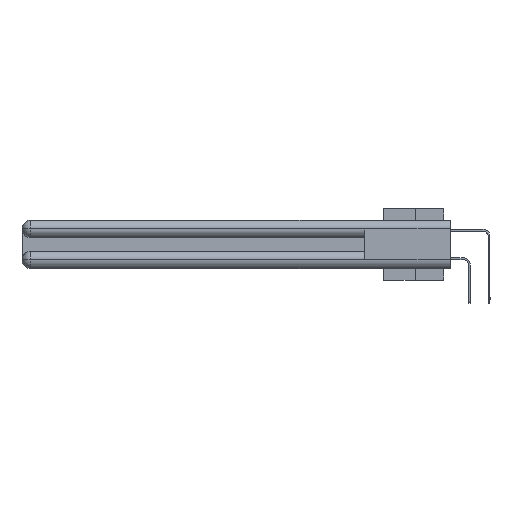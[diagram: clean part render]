
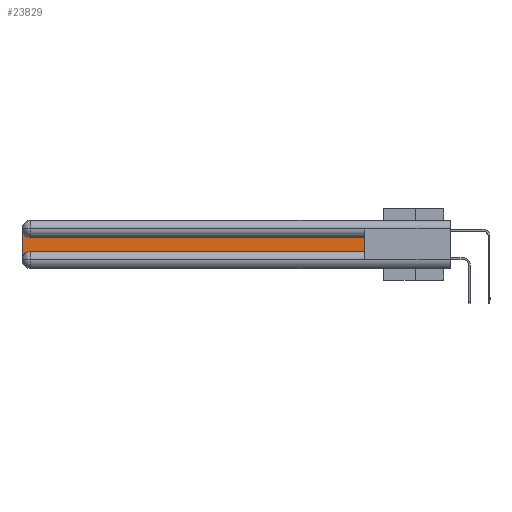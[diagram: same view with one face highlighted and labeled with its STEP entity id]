
A CAD part, left-side view. The second image highlights one B-rep face of the part: STEP entity #23829.
In plain terms, the highlighted planar face has unit normal (-1, 0, 0).
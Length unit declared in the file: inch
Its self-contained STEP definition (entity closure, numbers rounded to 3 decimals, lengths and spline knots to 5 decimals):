
#353 = VERTEX_POINT ( 'NONE', #21555 ) ;
#2158 = EDGE_CURVE ( 'NONE', #22837, #18494, #25176, .T. ) ;
#3435 = CIRCLE ( 'NONE', #7907, 0.06 ) ;
#3680 = DIRECTION ( 'NONE',  ( 0., -1., 0. ) ) ;
#4048 = AXIS2_PLACEMENT_3D ( 'NONE', #18362, #5230, #17850 ) ;
#5230 = DIRECTION ( 'NONE',  ( 1., 0., 0. ) ) ;
#5914 = CARTESIAN_POINT ( 'NONE',  ( 0.075, 0.6, -0.1225 ) ) ;
#6465 = EDGE_CURVE ( 'NONE', #18494, #28850, #32472, .T. ) ;
#7285 = ORIENTED_EDGE ( 'NONE', *, *, #12789, .T. ) ;
#7360 = PLANE ( 'NONE',  #4048 ) ;
#7611 = EDGE_CURVE ( 'NONE', #353, #7836, #27742, .T. ) ;
#7680 = VECTOR ( 'NONE', #32830, 39.37008 ) ;
#7836 = VERTEX_POINT ( 'NONE', #14820 ) ;
#7907 = AXIS2_PLACEMENT_3D ( 'NONE', #17497, #30798, #30147 ) ;
#9364 = ORIENTED_EDGE ( 'NONE', *, *, #6465, .T. ) ;
#9530 = ORIENTED_EDGE ( 'NONE', *, *, #15434, .T. ) ;
#9815 = EDGE_CURVE ( 'NONE', #26607, #353, #19062, .T. ) ;
#11718 = DIRECTION ( 'NONE',  ( 0., 0., 1. ) ) ;
#12789 = EDGE_CURVE ( 'NONE', #7836, #22837, #29736, .T. ) ;
#12877 = ORIENTED_EDGE ( 'NONE', *, *, #2158, .T. ) ;
#14800 = CARTESIAN_POINT ( 'NONE',  ( 0.075, 0.6, -0.2175 ) ) ;
#14820 = CARTESIAN_POINT ( 'NONE',  ( 0.075, 2.94, -0.2175 ) ) ;
#15434 = EDGE_CURVE ( 'NONE', #28850, #26607, #3435, .T. ) ;
#15476 = ORIENTED_EDGE ( 'NONE', *, *, #9815, .T. ) ;
#15608 = VECTOR ( 'NONE', #3680, 39.37008 ) ;
#16270 = DIRECTION ( 'NONE',  ( 0., 0., -1. ) ) ;
#16442 = CARTESIAN_POINT ( 'NONE',  ( 0.075, 3., -0.2175 ) ) ;
#16637 = EDGE_LOOP ( 'NONE', ( #9364, #9530, #15476, #32794, #7285, #12877 ) ) ;
#17497 = CARTESIAN_POINT ( 'NONE',  ( 0.075, 2.94, -0.0625 ) ) ;
#17850 = DIRECTION ( 'NONE',  ( 0., 0., -1. ) ) ;
#18362 = CARTESIAN_POINT ( 'NONE',  ( 0.075, 3., -0.1225 ) ) ;
#18494 = VERTEX_POINT ( 'NONE', #31066 ) ;
#18928 = VECTOR ( 'NONE', #16270, 39.37008 ) ;
#18984 = CARTESIAN_POINT ( 'NONE',  ( 0.075, 3., -0.0625 ) ) ;
#19062 = LINE ( 'NONE', #16442, #18928 ) ;
#20290 = DIRECTION ( 'NONE',  ( 0., 0., -1. ) ) ;
#21066 = VECTOR ( 'NONE', #11718, 39.37008 ) ;
#21543 = CARTESIAN_POINT ( 'NONE',  ( 0.075, 0.6, -0.2175 ) ) ;
#21555 = CARTESIAN_POINT ( 'NONE',  ( 0.075, 3., -0.2775 ) ) ;
#22837 = VERTEX_POINT ( 'NONE', #14800 ) ;
#22930 = CARTESIAN_POINT ( 'NONE',  ( 0.075, 2.94, -0.2775 ) ) ;
#23829 = ADVANCED_FACE ( 'NONE', ( #31139 ), #7360, .F. ) ;
#25176 = LINE ( 'NONE', #27789, #21066 ) ;
#26607 = VERTEX_POINT ( 'NONE', #18984 ) ;
#27742 = CIRCLE ( 'NONE', #28316, 0.06 ) ;
#27789 = CARTESIAN_POINT ( 'NONE',  ( 0.075, 0.6, -0.2175 ) ) ;
#28316 = AXIS2_PLACEMENT_3D ( 'NONE', #22930, #33924, #20290 ) ;
#28850 = VERTEX_POINT ( 'NONE', #30595 ) ;
#29736 = LINE ( 'NONE', #21543, #15608 ) ;
#30147 = DIRECTION ( 'NONE',  ( 0., 0., -1. ) ) ;
#30595 = CARTESIAN_POINT ( 'NONE',  ( 0.075, 2.94, -0.1225 ) ) ;
#30798 = DIRECTION ( 'NONE',  ( 1., 0., 0. ) ) ;
#31066 = CARTESIAN_POINT ( 'NONE',  ( 0.075, 0.6, -0.1225 ) ) ;
#31139 = FACE_OUTER_BOUND ( 'NONE', #16637, .T. ) ;
#32472 = LINE ( 'NONE', #5914, #7680 ) ;
#32794 = ORIENTED_EDGE ( 'NONE', *, *, #7611, .T. ) ;
#32830 = DIRECTION ( 'NONE',  ( 0., 1., 0. ) ) ;
#33924 = DIRECTION ( 'NONE',  ( 1., 0., 0. ) ) ;
